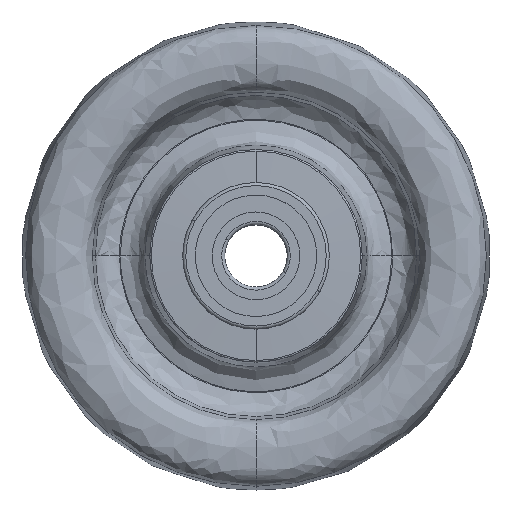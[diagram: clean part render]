
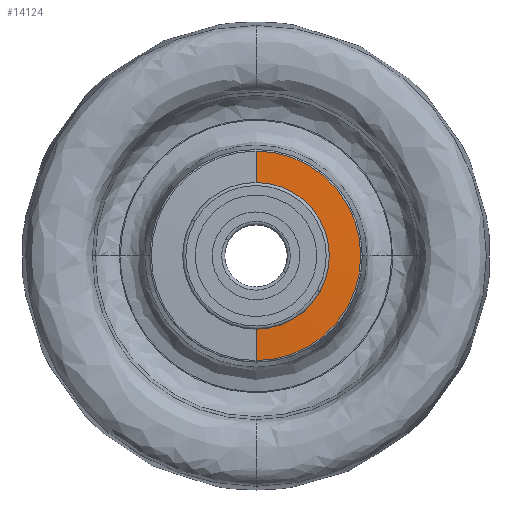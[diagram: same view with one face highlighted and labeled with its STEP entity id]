
A CAD part, top view. The second image highlights one B-rep face of the part: STEP entity #14124.
In plain terms, the highlighted conical face has half-angle 87.274 degrees and reference radius 33.564 mm.
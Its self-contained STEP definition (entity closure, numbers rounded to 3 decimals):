
#281 = EDGE_LOOP ( 'NONE', ( #5136, #8126, #11040, #14194, #10569, #10407 ) ) ;
#340 = VECTOR ( 'NONE', #4170, 1000. ) ;
#542 = CARTESIAN_POINT ( 'NONE',  ( 0., -23.5, 30. ) ) ;
#1609 = DIRECTION ( 'NONE',  ( 0., 1., 0. ) ) ;
#1667 = CARTESIAN_POINT ( 'NONE',  ( 0., 33.564, 29.521 ) ) ;
#2007 = AXIS2_PLACEMENT_3D ( 'NONE', #10093, #3437, #5480 ) ;
#2891 = AXIS2_PLACEMENT_3D ( 'NONE', #7730, #3364, #1609 ) ;
#2954 = CARTESIAN_POINT ( 'NONE',  ( 0., 23.5, 30. ) ) ;
#3164 = LINE ( 'NONE', #8677, #340 ) ;
#3309 = VERTEX_POINT ( 'NONE', #2954 ) ;
#3364 = DIRECTION ( 'NONE',  ( 0., 0., -1. ) ) ;
#3437 = DIRECTION ( 'NONE',  ( 0., 0., -1. ) ) ;
#4170 = DIRECTION ( 'NONE',  ( 0., -0.999, -0.048 ) ) ;
#4180 = CARTESIAN_POINT ( 'NONE',  ( 0., 0., 29.521 ) ) ;
#4487 = VERTEX_POINT ( 'NONE', #11026 ) ;
#4519 = CIRCLE ( 'NONE', #6174, 23.5 ) ;
#4579 = CARTESIAN_POINT ( 'NONE',  ( 33.564, 0., 29.521 ) ) ;
#4930 = AXIS2_PLACEMENT_3D ( 'NONE', #5104, #11766, #9935 ) ;
#5104 = CARTESIAN_POINT ( 'NONE',  ( 0., 0., 30. ) ) ;
#5136 = ORIENTED_EDGE ( 'NONE', *, *, #6533, .T. ) ;
#5480 = DIRECTION ( 'NONE',  ( 1., 0., 0. ) ) ;
#6174 = AXIS2_PLACEMENT_3D ( 'NONE', #11331, #12660, #9232 ) ;
#6400 = EDGE_CURVE ( 'NONE', #8942, #4487, #3164, .T. ) ;
#6533 = EDGE_CURVE ( 'NONE', #12272, #8942, #4519, .T. ) ;
#7092 = EDGE_CURVE ( 'NONE', #3309, #13757, #7349, .T. ) ;
#7349 = LINE ( 'NONE', #1667, #13816 ) ;
#7500 = EDGE_CURVE ( 'NONE', #7688, #4487, #11498, .T. ) ;
#7688 = VERTEX_POINT ( 'NONE', #4579 ) ;
#7730 = CARTESIAN_POINT ( 'NONE',  ( 0., 0., 29.521 ) ) ;
#8126 = ORIENTED_EDGE ( 'NONE', *, *, #6400, .T. ) ;
#8182 = CIRCLE ( 'NONE', #4930, 23.5 ) ;
#8546 = DIRECTION ( 'NONE',  ( 1., 0., 0. ) ) ;
#8567 = EDGE_CURVE ( 'NONE', #13757, #7688, #8933, .T. ) ;
#8677 = CARTESIAN_POINT ( 'NONE',  ( 0., -33.564, 29.521 ) ) ;
#8933 = CIRCLE ( 'NONE', #11931, 33.564 ) ;
#8942 = VERTEX_POINT ( 'NONE', #542 ) ;
#9232 = DIRECTION ( 'NONE',  ( -1., 0., 0. ) ) ;
#9935 = DIRECTION ( 'NONE',  ( -1., 0., 0. ) ) ;
#10093 = CARTESIAN_POINT ( 'NONE',  ( 0., 0., 29.521 ) ) ;
#10110 = CARTESIAN_POINT ( 'NONE',  ( 0., 33.564, 29.521 ) ) ;
#10170 = CARTESIAN_POINT ( 'NONE',  ( 23.5, 0., 30. ) ) ;
#10407 = ORIENTED_EDGE ( 'NONE', *, *, #11825, .T. ) ;
#10569 = ORIENTED_EDGE ( 'NONE', *, *, #7092, .F. ) ;
#10708 = DIRECTION ( 'NONE',  ( 0., 0.999, -0.048 ) ) ;
#11026 = CARTESIAN_POINT ( 'NONE',  ( 0., -33.564, 29.521 ) ) ;
#11040 = ORIENTED_EDGE ( 'NONE', *, *, #7500, .F. ) ;
#11055 = DIRECTION ( 'NONE',  ( 0., 0., -1. ) ) ;
#11331 = CARTESIAN_POINT ( 'NONE',  ( 0., 0., 30. ) ) ;
#11498 = CIRCLE ( 'NONE', #2007, 33.564 ) ;
#11766 = DIRECTION ( 'NONE',  ( 0., 0., -1. ) ) ;
#11825 = EDGE_CURVE ( 'NONE', #3309, #12272, #8182, .T. ) ;
#11931 = AXIS2_PLACEMENT_3D ( 'NONE', #4180, #11055, #8546 ) ;
#12272 = VERTEX_POINT ( 'NONE', #10170 ) ;
#12344 = FACE_OUTER_BOUND ( 'NONE', #281, .T. ) ;
#12660 = DIRECTION ( 'NONE',  ( 0., 0., -1. ) ) ;
#13088 = CONICAL_SURFACE ( 'NONE', #2891, 33.564, 1.523 ) ;
#13757 = VERTEX_POINT ( 'NONE', #10110 ) ;
#13816 = VECTOR ( 'NONE', #10708, 1000. ) ;
#14124 = ADVANCED_FACE ( 'NONE', ( #12344 ), #13088, .T. ) ;
#14194 = ORIENTED_EDGE ( 'NONE', *, *, #8567, .F. ) ;
